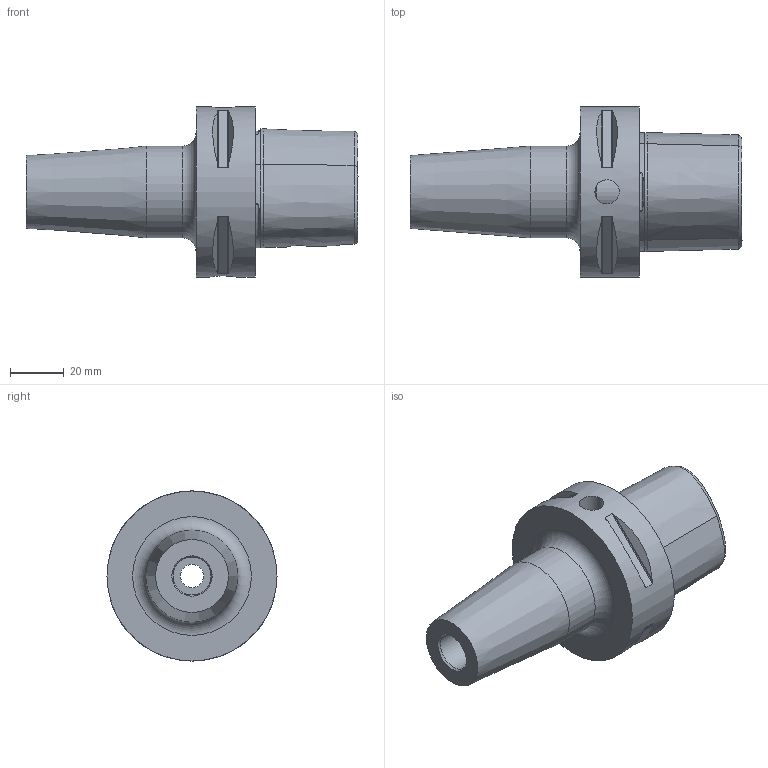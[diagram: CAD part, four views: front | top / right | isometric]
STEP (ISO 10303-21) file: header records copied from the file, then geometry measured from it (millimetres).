
FILE_DESCRIPTION(/* description */ (''),/* implementation_level */ '2;1');
FILE_NAME(/* name */ 'C6.70.14.stp',/* time_stamp */ '2022-05-24T15:24:25+02:00',/* author */ ('cad'),/* organization */ (''),/* preprocessor_version */ 'ST-DEVELOPER v18.1',/* originating_system */ 'Autodesk Inventor 2021',/* authorisation */ '');
FILE_SCHEMA (('AUTOMOTIVE_DESIGN { 1 0 10303 214 3 1 1 }'));
Length unit declared in the file: millimetre
Products named in the file (1): 06_14_31
Bounding box: 123 x 63 x 63 mm (x, y, z)
Volume: 135331.8 mm3; surface area: 28769.4 mm2
Topology: 1 solids, 1 shells, 91 faces, 251 edges, 171 vertices
Faces by surface type: plane 33, cylinder 24, cone 18, bspline 12, torus 4
Full cylindrical faces by diameter (mm): 5 x1, 8.1 x2, 8.647 x1, 9 x1, 10 x1, 14 x1, 14.5 x1, 18.376 x1, 20.3 x1, 28 x2, 32 x1, 34 x1, 63 x1
Entity records: 4064 total; most frequent: CARTESIAN_POINT 1765, ORIENTED_EDGE 496, DIRECTION 442, EDGE_CURVE 248, AXIS2_PLACEMENT_3D 189, VERTEX_POINT 171, EDGE_LOOP 107, CIRCLE 101
